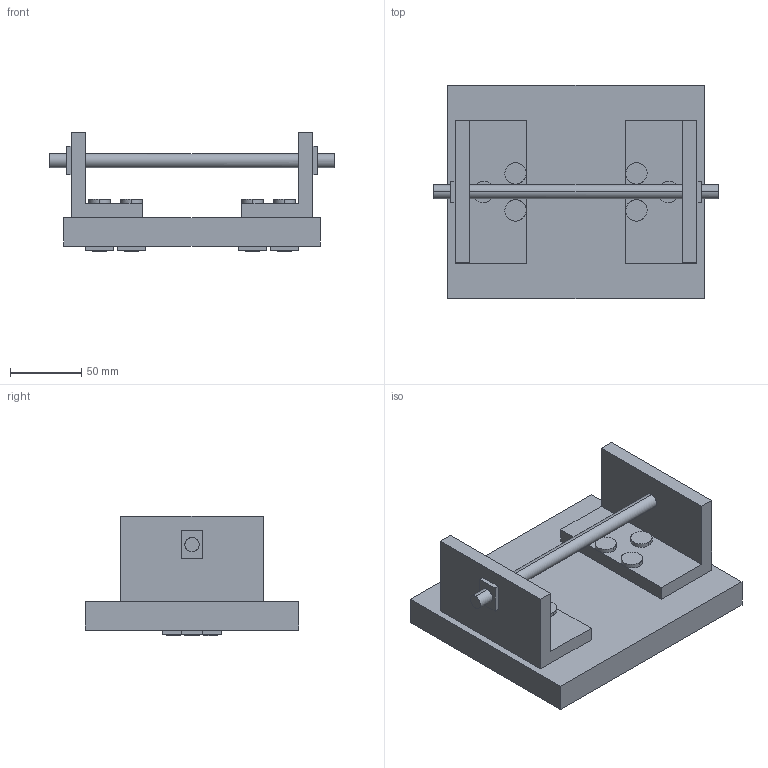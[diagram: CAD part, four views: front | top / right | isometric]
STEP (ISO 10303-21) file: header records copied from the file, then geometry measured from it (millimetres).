
FILE_DESCRIPTION(('Open CASCADE Model'),'2;1');
FILE_NAME('Open CASCADE Shape Model','2021-07-14T10:01:03',( 'Analysis Situs'),('Analysis Situs'), 'Open CASCADE STEP processor 7.4','Analysis Situs 1.0.0','Unknown');
FILE_SCHEMA(('AUTOMOTIVE_DESIGN { 1 0 10303 214 1 1 1 1 }'));
Length unit declared in the file: millimetre
Products named in the file (9): Open CASCADE STEP translator 7.4 1; Open CASCADE STEP translator 7.4 1.1; Open CASCADE STEP translator 7.4 1.1.1; Open CASCADE STEP translator 7.4 1.1.3; Open CASCADE STEP translator 7.4 1.2; Open CASCADE STEP translator 7.4 1.2.1; Open CASCADE STEP translator 7.4 1.2.1.1; Open CASCADE STEP translator 7.4 1.2.4; Open CASCADE STEP translator 7.4 1.3
Assembly tree (13 placements, depth 4):
  Open CASCADE STEP translator 7.4 1
    Open CASCADE STEP translator 7.4 1.1
      Open CASCADE STEP translator 7.4 1.1.1  x2
      Open CASCADE STEP translator 7.4 1.1.3
    Open CASCADE STEP translator 7.4 1.2  x2
      Open CASCADE STEP translator 7.4 1.2.1
        Open CASCADE STEP translator 7.4 1.2.1.1
        Open CASCADE STEP translator 7.4 1.1.1
      Open CASCADE STEP translator 7.4 1.2.4
    Open CASCADE STEP translator 7.4 1.3
Bounding box: 200 x 150 x 84 mm (x, y, z)
Volume: 764519.8 mm3; surface area: 141079.3 mm2
Topology: 18 solids, 18 shells, 160 faces, 354 edges, 236 vertices
Faces by surface type: plane 90, bspline 70
Entity records: 6152 total; most frequent: CARTESIAN_POINT 3497, DIRECTION 288, ORIENTED_EDGE 252, PCURVE 252, DEFINITIONAL_REPRESENTATION 252, LINE 210, VECTOR 210, EDGE_CURVE 126
